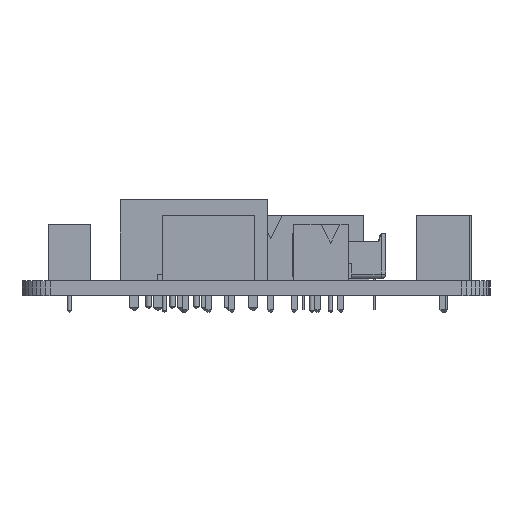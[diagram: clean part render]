
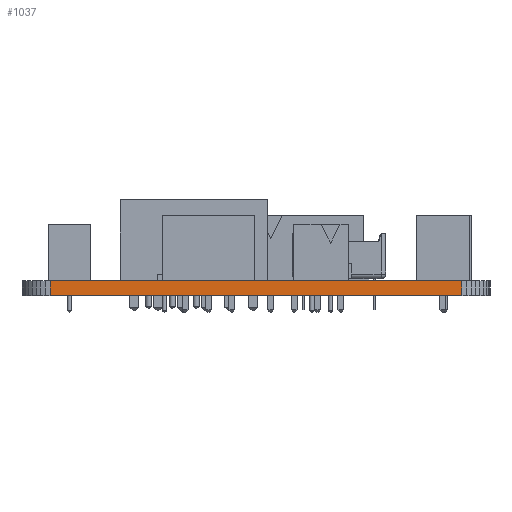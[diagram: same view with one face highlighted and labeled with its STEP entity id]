
A CAD part, left-side view. The second image highlights one B-rep face of the part: STEP entity #1037.
In plain terms, the highlighted planar face has unit normal (-1, 0, 0).
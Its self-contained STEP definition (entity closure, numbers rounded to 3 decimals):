
#1012 = VERTEX_POINT('',#1013);
#1013 = CARTESIAN_POINT('',(68.326,82.071,1.595));
#1019 = EDGE_CURVE('',#1020,#1012,#1022,.T.);
#1020 = VERTEX_POINT('',#1021);
#1021 = CARTESIAN_POINT('',(68.326,82.071,0.));
#1022 = LINE('',#1023,#1024);
#1023 = CARTESIAN_POINT('',(68.326,82.071,0.));
#1024 = VECTOR('',#1025,1.);
#1025 = DIRECTION('',(0.,0.,1.));
#1037 = ADVANCED_FACE('',(#1038),#1063,.F.);
#1038 = FACE_BOUND('',#1039,.F.);
#1039 = EDGE_LOOP('',(#1040,#1041,#1049,#1057));
#1040 = ORIENTED_EDGE('',*,*,#1019,.T.);
#1041 = ORIENTED_EDGE('',*,*,#1042,.T.);
#1042 = EDGE_CURVE('',#1012,#1043,#1045,.T.);
#1043 = VERTEX_POINT('',#1044);
#1044 = CARTESIAN_POINT('',(68.326,38.071,1.595));
#1045 = LINE('',#1046,#1047);
#1046 = CARTESIAN_POINT('',(68.326,82.071,1.595));
#1047 = VECTOR('',#1048,1.);
#1048 = DIRECTION('',(0.,-1.,0.));
#1049 = ORIENTED_EDGE('',*,*,#1050,.F.);
#1050 = EDGE_CURVE('',#1051,#1043,#1053,.T.);
#1051 = VERTEX_POINT('',#1052);
#1052 = CARTESIAN_POINT('',(68.326,38.071,0.));
#1053 = LINE('',#1054,#1055);
#1054 = CARTESIAN_POINT('',(68.326,38.071,0.));
#1055 = VECTOR('',#1056,1.);
#1056 = DIRECTION('',(0.,0.,1.));
#1057 = ORIENTED_EDGE('',*,*,#1058,.F.);
#1058 = EDGE_CURVE('',#1020,#1051,#1059,.T.);
#1059 = LINE('',#1060,#1061);
#1060 = CARTESIAN_POINT('',(68.326,82.071,0.));
#1061 = VECTOR('',#1062,1.);
#1062 = DIRECTION('',(0.,-1.,0.));
#1063 = PLANE('',#1064);
#1064 = AXIS2_PLACEMENT_3D('',#1065,#1066,#1067);
#1065 = CARTESIAN_POINT('',(68.326,82.071,0.));
#1066 = DIRECTION('',(1.,0.,-0.));
#1067 = DIRECTION('',(0.,-1.,0.));
